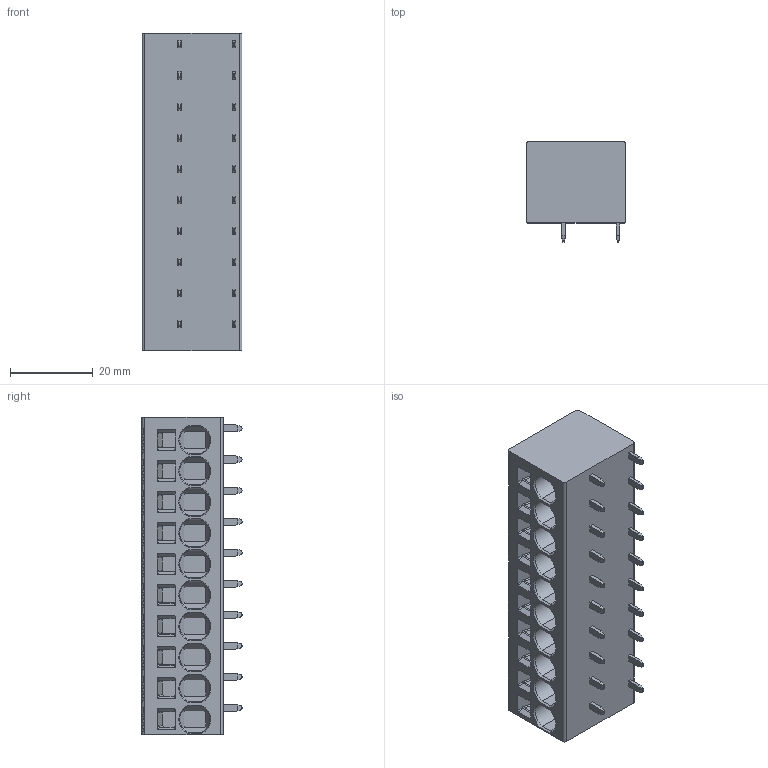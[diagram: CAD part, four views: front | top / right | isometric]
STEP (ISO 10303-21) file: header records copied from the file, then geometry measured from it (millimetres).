
FILE_DESCRIPTION((''),'2;1');
FILE_NAME('PRT0005','2024-09-21T',('sj'),(''),'PRO/ENGINEER BY PARAMETRIC TECHNOLOGY CORPORATION, 2013240','PRO/ENGINEER BY PARAMETRIC TECHNOLOGY CORPORATION, 2013240','');
FILE_SCHEMA(('AUTOMOTIVE_DESIGN_CC2 { 1 2 10303 214 -1 1 5 2 }'));
Length unit declared in the file: millimetre
Products named in the file (1): PRT0005
Bounding box: 24.15 x 24.2 x 76.8 mm (x, y, z)
Volume: 32523.9 mm3; surface area: 10617.5 mm2
Topology: 1 solids, 1 shells, 729 faces, 1942 edges, 1255 vertices
Faces by surface type: plane 486, cylinder 183, bspline 20, torus 20, cone 20
Entity records: 23734 total; most frequent: CARTESIAN_POINT 6072, ORIENTED_EDGE 3884, DIRECTION 3305, EDGE_CURVE 1942, VECTOR 1355, LINE 1355, VERTEX_POINT 1255, AXIS2_PLACEMENT_3D 975
